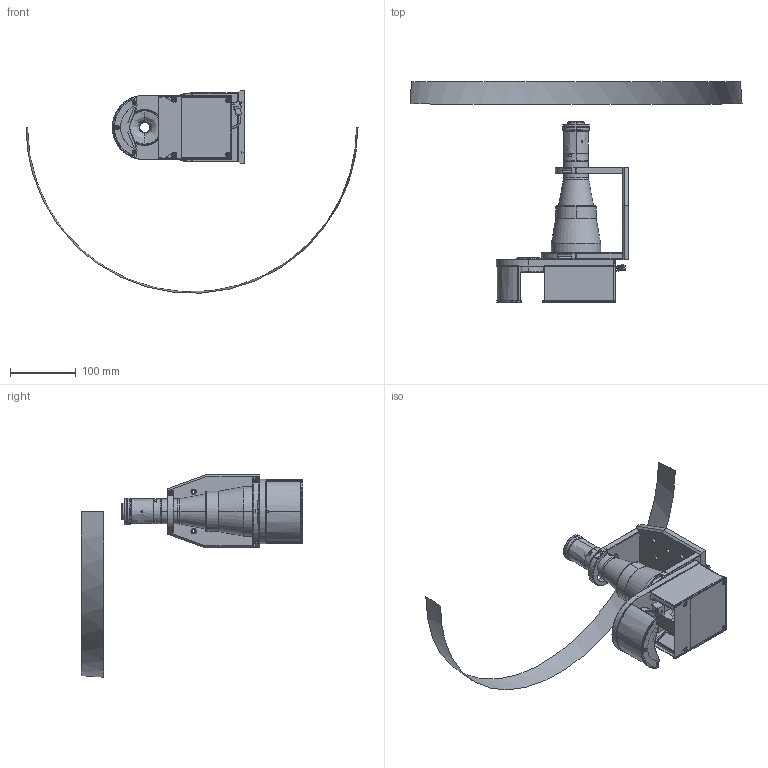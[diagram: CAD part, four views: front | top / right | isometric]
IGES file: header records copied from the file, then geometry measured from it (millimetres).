
Start section: SolidWorks IGES file using analytic representation for surfaces
Global section: file name: DP29844_TCCAGE3MHR048-C.igs; native system: SolidWorks 2020; preprocessor: SolidWorks 2020; author: bertolucci; date: 200330.161829; units: millimetre
Bounding box: 504 x 335.51 x 307.09 mm (x, y, z)
Surface area: 267734.8 mm2 (no closed solid volume)
Topology: 0 solids, 0 shells, 736 faces, 14764 edges, 14763 vertices
Faces by surface type: revolution 397, bspline 339
